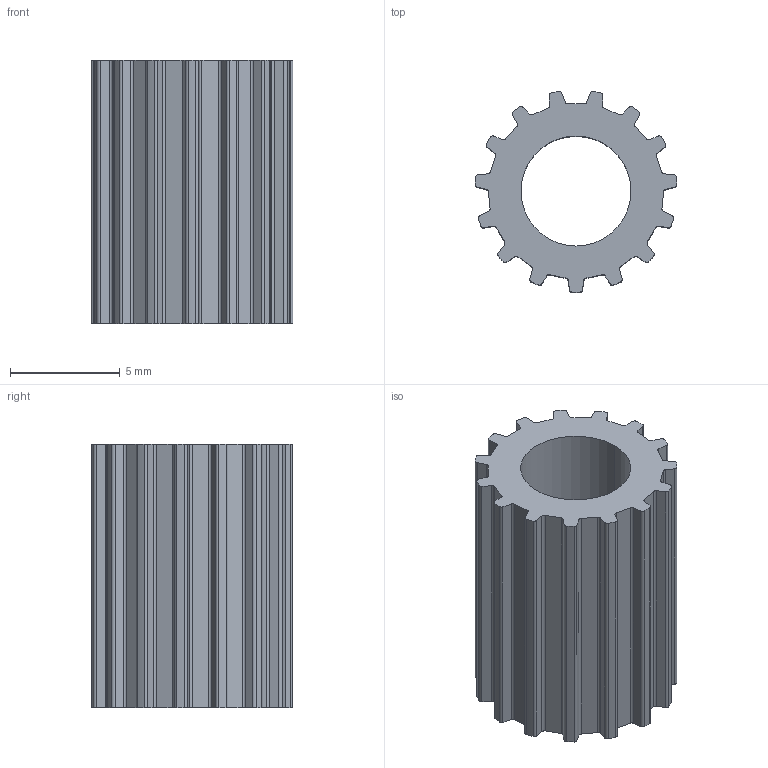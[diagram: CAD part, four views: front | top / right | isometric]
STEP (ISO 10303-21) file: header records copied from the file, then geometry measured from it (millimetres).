
FILE_DESCRIPTION (( 'STEP AP214' ), '1' );
FILE_NAME ('4333240000346.STEP', '2017-11-21T07:03:43', ( '13' ), ( '' ), 'SwSTEP 2.0', 'SolidWorks 2012', '' );
FILE_SCHEMA (( 'AUTOMOTIVE_DESIGN' ));
Length unit declared in the file: millimetre
Products named in the file (1): 4333240000346
Bounding box: 9.18 x 9.14 x 12 mm (x, y, z)
Volume: 428.1 mm3; surface area: 727.7 mm2
Topology: 1 solids, 1 shells, 126 faces, 370 edges, 246 vertices
Faces by surface type: cylinder 77, plane 47, cone 2
Entity records: 4292 total; most frequent: DIRECTION 780, CARTESIAN_POINT 743, ORIENTED_EDGE 740, EDGE_CURVE 370, AXIS2_PLACEMENT_3D 283, VERTEX_POINT 246, LINE 214, VECTOR 214
